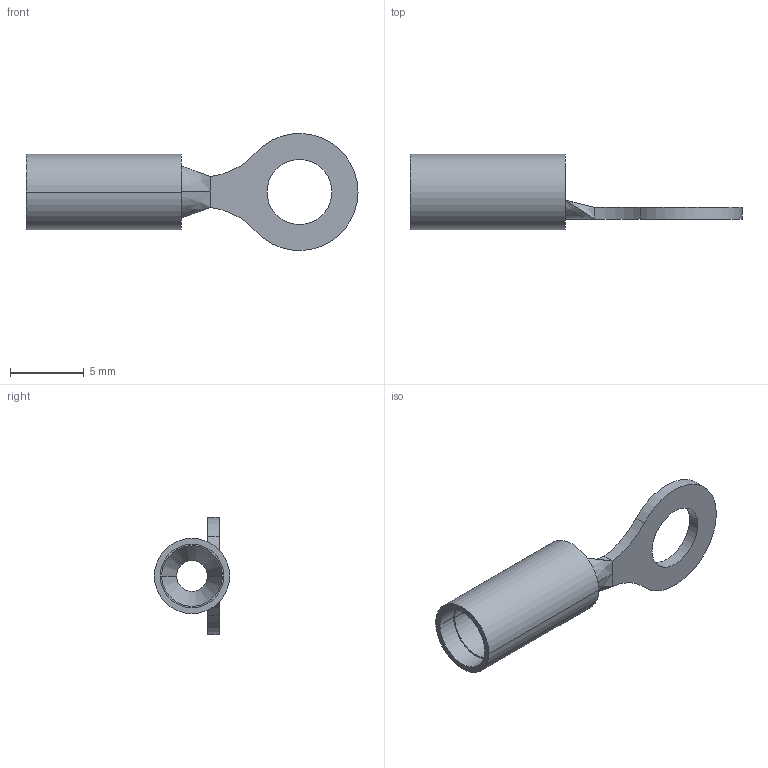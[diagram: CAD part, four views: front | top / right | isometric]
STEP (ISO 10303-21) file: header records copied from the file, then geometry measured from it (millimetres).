
FILE_DESCRIPTION(('STEP AP242'),'1');
FILE_NAME('0193240008.stp','2025-05-11T18:28:08',('TraceParts'),('TraceParts S.A.'),'Spatial InterOp 3D',' ',' ');
FILE_SCHEMA(('AP242_MANAGED_MODEL_BASED_3D_ENGINEERING_MIM_LF {1 0 10303 442 1 1 4}'));
Length unit declared in the file: millimetre
Products named in the file (1): 0193240008_1
Bounding box: 22.46 x 5.1 x 7.92 mm (x, y, z)
Volume: 161.7 mm3; surface area: 421.2 mm2
Topology: 1 solids, 1 shells, 27 faces, 63 edges, 41 vertices
Faces by surface type: cylinder 14, bspline 6, plane 5, cone 2
Entity records: 939 total; most frequent: CARTESIAN_POINT 283, DIRECTION 141, ORIENTED_EDGE 122, EDGE_CURVE 61, AXIS2_PLACEMENT_3D 55, VERTEX_POINT 37, EDGE_LOOP 32, CIRCLE 32
